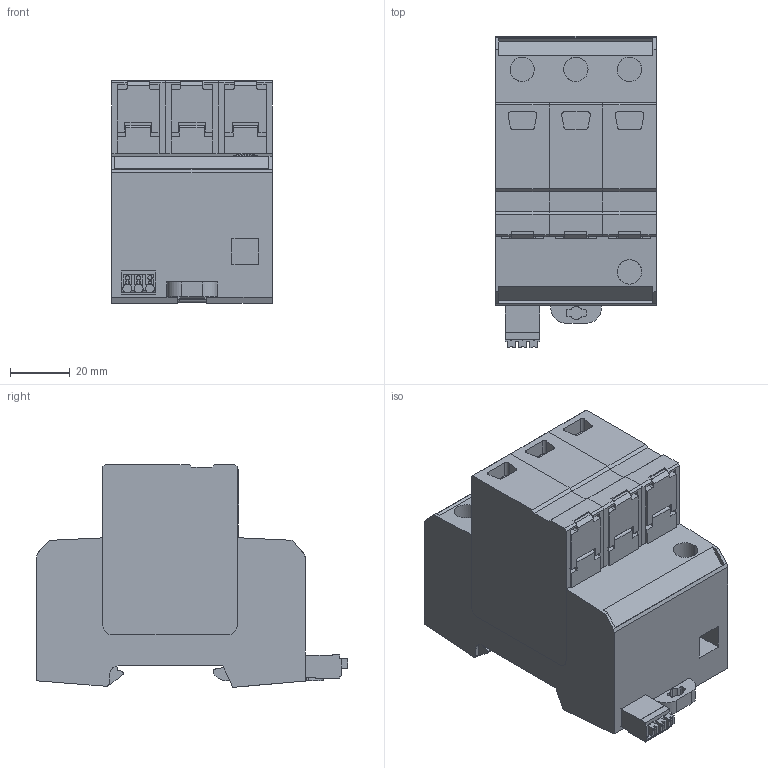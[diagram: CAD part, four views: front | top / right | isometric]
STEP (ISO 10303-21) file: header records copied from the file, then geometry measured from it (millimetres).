
FILE_DESCRIPTION(('CATIA V5 STEP Exchange','CAx-IF Rec.Pracs.--- Model Styling and Organization---1.4--- 2014-01-23'),'2;1');
FILE_NAME ('D1416089_3', '2020-12-03T08:28:37+00:00', ('none'), ('Weidmueller'), 'CATIA Version 5-6 Release 2016 SP3 HF44', 'CATIA V5 STEP AP214', 'none');
FILE_SCHEMA(('AUTOMOTIVE_DESIGN { 1 0 10303 214 1 1 1 1 }'));
Length unit declared in the file: millimetre
Products named in the file (1): S3D_VPU_AC_II_US_3_R_XXX
Bounding box: 54 x 104.5 x 74.75 mm (x, y, z)
Volume: 273844.8 mm3; surface area: 68000.9 mm2
Topology: 30 solids, 30 shells, 890 faces, 2504 edges, 1724 vertices
Faces by surface type: plane 682, cylinder 157, extrusion 45, cone 6
Entity records: 29607 total; most frequent: CARTESIAN_POINT 6609, ORIENTED_EDGE 5008, DIRECTION 3677, EDGE_CURVE 2504, VECTOR 1954, LINE 1909, VERTEX_POINT 1724, AXIS2_PLACEMENT_3D 1041
